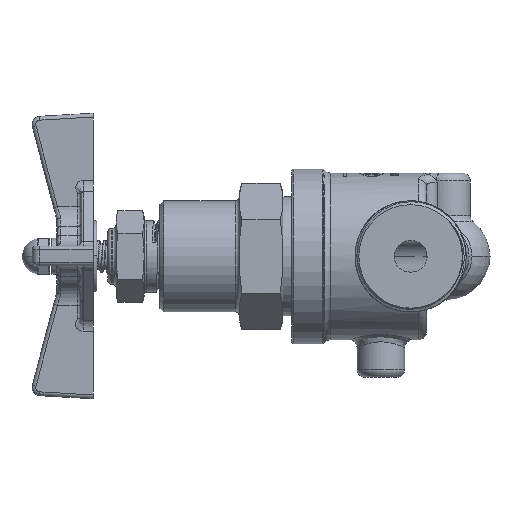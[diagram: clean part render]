
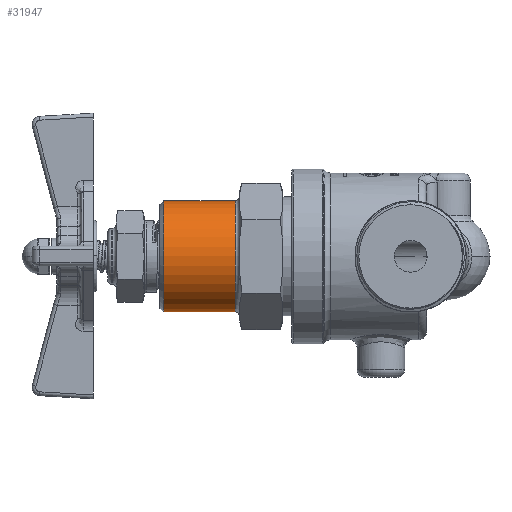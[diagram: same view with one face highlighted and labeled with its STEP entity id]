
A CAD part, left-side view. The second image highlights one B-rep face of the part: STEP entity #31947.
In plain terms, the highlighted cylindrical face has radius 22.225 mm (diameter 44.45 mm), a partial arc.
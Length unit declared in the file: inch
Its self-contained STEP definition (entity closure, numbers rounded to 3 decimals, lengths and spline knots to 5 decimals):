
#477 = VERTEX_POINT ( 'NONE', #10465 ) ;
#3059 = CARTESIAN_POINT ( 'NONE',  ( -1.32032, -1.39416, 1.0789 ) ) ;
#6111 = EDGE_LOOP ( 'NONE', ( #31892, #63844, #42341, #30101 ) ) ;
#8480 = CARTESIAN_POINT ( 'NONE',  ( -1.32032, -1.39416, 1.9539 ) ) ;
#10118 = EDGE_CURVE ( 'Defeatured_1_429+Defeatured_1_452+Defeatured_1_452+Defeatured_1_452', #54070, #32078, #33662, .T. ) ;
#10395 = CYLINDRICAL_SURFACE ( 'NONE', #66198, 0.875 ) ;
#10465 = CARTESIAN_POINT ( 'NONE',  ( -1.32032, 3.40693, 0.2039 ) ) ;
#11783 = LINE ( 'NONE', #8480, #38148 ) ;
#12094 = DIRECTION ( 'NONE',  ( 0., -1., 0. ) ) ;
#13214 = LINE ( 'NONE', #48895, #27218 ) ;
#15344 = FACE_OUTER_BOUND ( 'NONE', #6111, .T. ) ;
#15575 = AXIS2_PLACEMENT_3D ( 'NONE', #27300, #64087, #32621 ) ;
#16007 = DIRECTION ( 'NONE',  ( 0., -1., 0. ) ) ;
#17905 = EDGE_CURVE ( 'Defeatured_1_429+Defeatured_1_430+Defeatured_1_430+Defeatured_1_430', #18606, #477, #47247, .T. ) ;
#18606 = VERTEX_POINT ( 'NONE', #59597 ) ;
#24184 = DIRECTION ( 'NONE',  ( 0., 0., 1. ) ) ;
#27218 = VECTOR ( 'NONE', #12094, 39.37008 ) ;
#27300 = CARTESIAN_POINT ( 'NONE',  ( -1.32032, 2.27693, 1.0789 ) ) ;
#30101 = ORIENTED_EDGE ( 'NONE', *, *, #47223, .F. ) ;
#31793 = CARTESIAN_POINT ( 'NONE',  ( -1.32032, 2.27693, 1.9539 ) ) ;
#31892 = ORIENTED_EDGE ( 'NONE', *, *, #17905, .T. ) ;
#31947 = ADVANCED_FACE ( 'Defeatured_1_429', ( #15344 ), #10395, .T. ) ;
#32078 = VERTEX_POINT ( 'NONE', #31793 ) ;
#32621 = DIRECTION ( 'NONE',  ( 0., 0., -1. ) ) ;
#33662 = CIRCLE ( 'NONE', #15575, 0.875 ) ;
#34573 = DIRECTION ( 'NONE',  ( 0., -1., 0. ) ) ;
#37886 = EDGE_CURVE ( 'NONE', #477, #54070, #13214, .T. ) ;
#38148 = VECTOR ( 'NONE', #40920, 39.37008 ) ;
#40073 = AXIS2_PLACEMENT_3D ( 'NONE', #47529, #16007, #52785 ) ;
#40920 = DIRECTION ( 'NONE',  ( 0., -1., 0. ) ) ;
#42341 = ORIENTED_EDGE ( 'NONE', *, *, #10118, .T. ) ;
#47223 = EDGE_CURVE ( 'NONE', #18606, #32078, #11783, .T. ) ;
#47247 = CIRCLE ( 'NONE', #40073, 0.875 ) ;
#47529 = CARTESIAN_POINT ( 'NONE',  ( -1.32032, 3.40693, 1.0789 ) ) ;
#48895 = CARTESIAN_POINT ( 'NONE',  ( -1.32032, -1.39416, 0.2039 ) ) ;
#52785 = DIRECTION ( 'NONE',  ( 0., 0., 1. ) ) ;
#54070 = VERTEX_POINT ( 'NONE', #68027 ) ;
#59597 = CARTESIAN_POINT ( 'NONE',  ( -1.32032, 3.40693, 1.9539 ) ) ;
#63844 = ORIENTED_EDGE ( 'NONE', *, *, #37886, .T. ) ;
#64087 = DIRECTION ( 'NONE',  ( 0., 1., 0. ) ) ;
#66198 = AXIS2_PLACEMENT_3D ( 'NONE', #3059, #34573, #24184 ) ;
#68027 = CARTESIAN_POINT ( 'NONE',  ( -1.32032, 2.27693, 0.2039 ) ) ;
